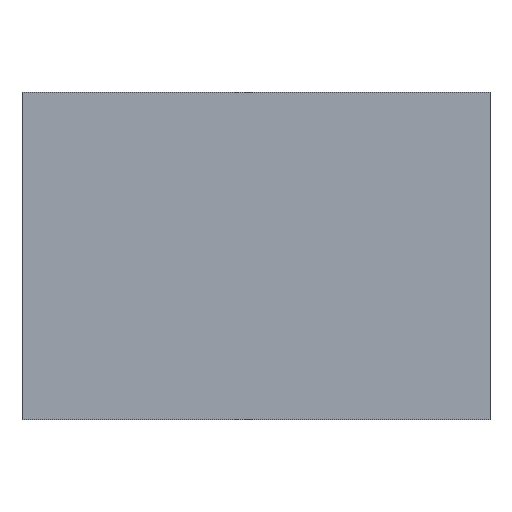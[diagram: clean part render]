
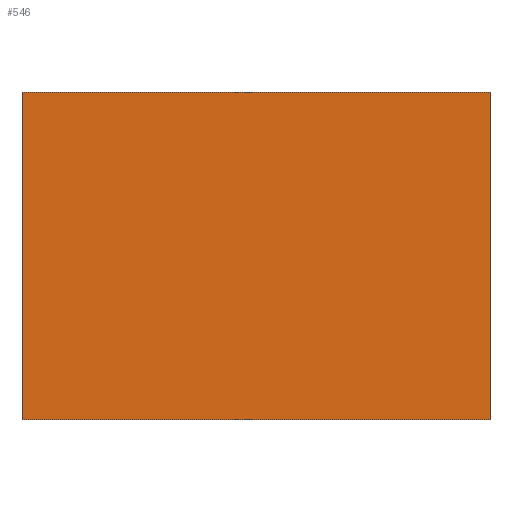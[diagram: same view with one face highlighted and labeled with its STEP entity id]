
A CAD part, front view. The second image highlights one B-rep face of the part: STEP entity #546.
In plain terms, the highlighted planar face has unit normal (0, -1, 0).
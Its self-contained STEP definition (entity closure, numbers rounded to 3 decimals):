
#42=FACE_OUTER_BOUND('',#74,.T.);
#74=EDGE_LOOP('',(#441,#442,#443,#444));
#120=LINE('',#822,#192);
#128=LINE('',#838,#200);
#130=LINE('',#842,#202);
#132=LINE('',#845,#204);
#192=VECTOR('',#673,10.);
#200=VECTOR('',#689,10.);
#202=VECTOR('',#693,10.);
#204=VECTOR('',#697,10.);
#254=VERTEX_POINT('',#819);
#255=VERTEX_POINT('',#821);
#259=VERTEX_POINT('',#837);
#260=VERTEX_POINT('',#841);
#312=EDGE_CURVE('',#255,#254,#120,.T.);
#320=EDGE_CURVE('',#259,#254,#128,.T.);
#322=EDGE_CURVE('',#260,#259,#130,.T.);
#324=EDGE_CURVE('',#255,#260,#132,.T.);
#441=ORIENTED_EDGE('',*,*,#312,.T.);
#442=ORIENTED_EDGE('',*,*,#320,.F.);
#443=ORIENTED_EDGE('',*,*,#322,.F.);
#444=ORIENTED_EDGE('',*,*,#324,.F.);
#514=PLANE('',#595);
#546=ADVANCED_FACE('',(#42),#514,.T.);
#595=AXIS2_PLACEMENT_3D('',#846,#698,#699);
#673=DIRECTION('',(0.,0.,1.));
#689=DIRECTION('',(1.,0.,0.));
#693=DIRECTION('',(0.,0.,1.));
#697=DIRECTION('',(-1.,0.,0.));
#698=DIRECTION('center_axis',(0.,-1.,0.));
#699=DIRECTION('ref_axis',(1.,0.,0.));
#819=CARTESIAN_POINT('',(0.25,-0.5,0.35));
#821=CARTESIAN_POINT('',(0.25,-0.5,0.));
#822=CARTESIAN_POINT('',(0.25,-0.5,0.));
#837=CARTESIAN_POINT('',(-0.25,-0.5,0.35));
#838=CARTESIAN_POINT('',(0.25,-0.5,0.35));
#841=CARTESIAN_POINT('',(-0.25,-0.5,0.));
#842=CARTESIAN_POINT('',(-0.25,-0.5,0.));
#845=CARTESIAN_POINT('',(0.25,-0.5,0.));
#846=CARTESIAN_POINT('Origin',(-0.25,-0.5,0.));
